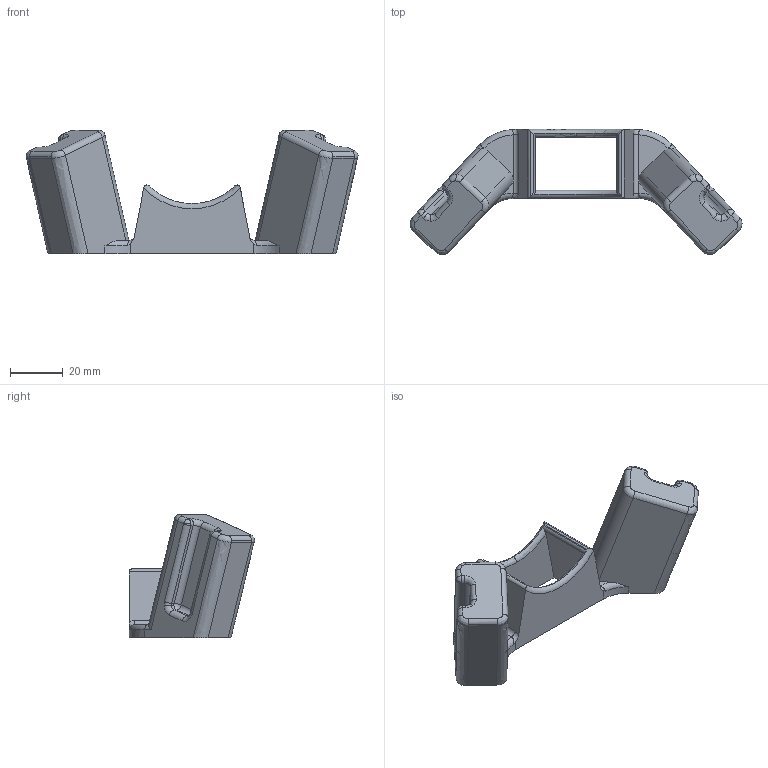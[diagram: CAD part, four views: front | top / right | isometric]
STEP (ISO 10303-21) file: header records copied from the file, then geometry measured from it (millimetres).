
FILE_DESCRIPTION (( 'STEP AP214' ), '1' );
FILE_NAME ('Elegoo Mars 2 Pro Drip Bed Simetrical Attachment.STEP', '2023-01-06T15:01:42', ( '' ), ( '' ), 'SwSTEP 2.0', 'SolidWorks 2022', '' );
FILE_SCHEMA (( 'AUTOMOTIVE_DESIGN' ));
Length unit declared in the file: millimetre
Products named in the file (1): Elegoo Mars 2 Pro Drip Bed Simetrical Attachment
Bounding box: 125.33 x 47.3 x 46.7 mm (x, y, z)
Volume: 54769.3 mm3; surface area: 17154.1 mm2
Topology: 1 solids, 1 shells, 137 faces, 353 edges, 212 vertices
Faces by surface type: cylinder 60, plane 29, torus 27, bspline 12, sphere 9
Entity records: 4792 total; most frequent: CARTESIAN_POINT 1542, ORIENTED_EDGE 688, DIRECTION 682, EDGE_CURVE 344, AXIS2_PLACEMENT_3D 270, VERTEX_POINT 208, CIRCLE 144, VECTOR 142
